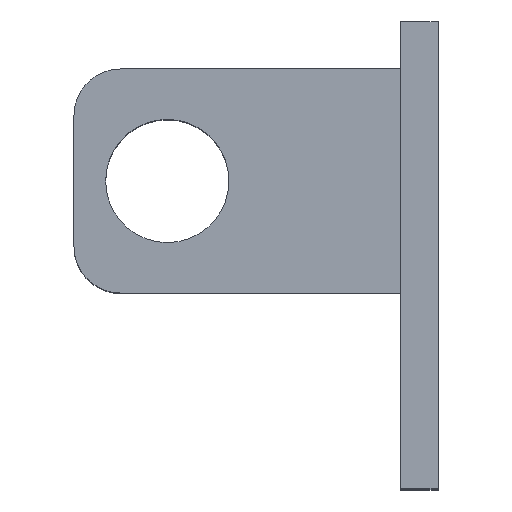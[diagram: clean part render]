
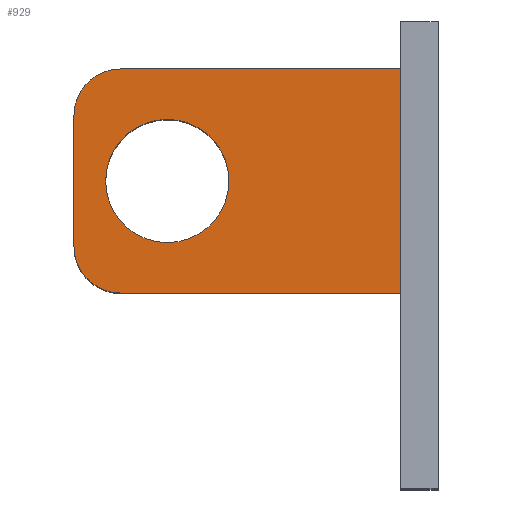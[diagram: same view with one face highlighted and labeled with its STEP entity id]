
A CAD part, top view. The second image highlights one B-rep face of the part: STEP entity #929.
In plain terms, the highlighted planar face has unit normal (0, 0, 1).
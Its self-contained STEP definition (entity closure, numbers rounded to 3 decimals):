
#126 = PLANE('',#127);
#127 = AXIS2_PLACEMENT_3D('',#128,#129,#130);
#128 = CARTESIAN_POINT('',(0.,55.,35.));
#129 = DIRECTION('',(-1.,0.,0.));
#130 = DIRECTION('',(0.,0.,-1.));
#370 = VERTEX_POINT('',#371);
#371 = CARTESIAN_POINT('',(0.,51.,55.));
#387 = PLANE('',#388);
#388 = AXIS2_PLACEMENT_3D('',#389,#390,#391);
#389 = CARTESIAN_POINT('',(0.,51.,55.));
#390 = DIRECTION('',(0.,-1.,0.));
#391 = DIRECTION('',(0.,0.,-1.));
#428 = VERTEX_POINT('',#429);
#429 = CARTESIAN_POINT('',(0.,75.,55.));
#443 = PLANE('',#444);
#444 = AXIS2_PLACEMENT_3D('',#445,#446,#447);
#445 = CARTESIAN_POINT('',(0.,75.,50.));
#446 = DIRECTION('',(0.,1.,0.));
#447 = DIRECTION('',(0.,0.,1.));
#455 = EDGE_CURVE('',#428,#370,#456,.T.);
#456 = SURFACE_CURVE('',#457,(#461,#468),.PCURVE_S1.);
#457 = LINE('',#458,#459);
#458 = CARTESIAN_POINT('',(0.,75.,55.));
#459 = VECTOR('',#460,1.);
#460 = DIRECTION('',(0.,-1.,0.));
#461 = PCURVE('',#126,#462);
#462 = DEFINITIONAL_REPRESENTATION('',(#463),#467);
#463 = LINE('',#464,#465);
#464 = CARTESIAN_POINT('',(-20.,-20.));
#465 = VECTOR('',#466,1.);
#466 = DIRECTION('',(0.,1.));
#467 = ( GEOMETRIC_REPRESENTATION_CONTEXT(2) 
PARAMETRIC_REPRESENTATION_CONTEXT() REPRESENTATION_CONTEXT('2D SPACE',''
  ) );
#468 = PCURVE('',#469,#474);
#469 = PLANE('',#470);
#470 = AXIS2_PLACEMENT_3D('',#471,#472,#473);
#471 = CARTESIAN_POINT('',(0.,75.,55.));
#472 = DIRECTION('',(0.,0.,1.));
#473 = DIRECTION('',(0.,-1.,0.));
#474 = DEFINITIONAL_REPRESENTATION('',(#475),#479);
#475 = LINE('',#476,#477);
#476 = CARTESIAN_POINT('',(0.,0.));
#477 = VECTOR('',#478,1.);
#478 = DIRECTION('',(1.,0.));
#479 = ( GEOMETRIC_REPRESENTATION_CONTEXT(2) 
PARAMETRIC_REPRESENTATION_CONTEXT() REPRESENTATION_CONTEXT('2D SPACE',''
  ) );
#857 = EDGE_CURVE('',#370,#858,#860,.T.);
#858 = VERTEX_POINT('',#859);
#859 = CARTESIAN_POINT('',(-30.,51.,55.));
#860 = SURFACE_CURVE('',#861,(#865,#872),.PCURVE_S1.);
#861 = LINE('',#862,#863);
#862 = CARTESIAN_POINT('',(0.,51.,55.));
#863 = VECTOR('',#864,1.);
#864 = DIRECTION('',(-1.,0.,0.));
#865 = PCURVE('',#387,#866);
#866 = DEFINITIONAL_REPRESENTATION('',(#867),#871);
#867 = LINE('',#868,#869);
#868 = CARTESIAN_POINT('',(-0.,-0.));
#869 = VECTOR('',#870,1.);
#870 = DIRECTION('',(0.,-1.));
#871 = ( GEOMETRIC_REPRESENTATION_CONTEXT(2) 
PARAMETRIC_REPRESENTATION_CONTEXT() REPRESENTATION_CONTEXT('2D SPACE',''
  ) );
#872 = PCURVE('',#469,#873);
#873 = DEFINITIONAL_REPRESENTATION('',(#874),#878);
#874 = LINE('',#875,#876);
#875 = CARTESIAN_POINT('',(24.,0.));
#876 = VECTOR('',#877,1.);
#877 = DIRECTION('',(0.,-1.));
#878 = ( GEOMETRIC_REPRESENTATION_CONTEXT(2) 
PARAMETRIC_REPRESENTATION_CONTEXT() REPRESENTATION_CONTEXT('2D SPACE',''
  ) );
#896 = CYLINDRICAL_SURFACE('',#897,5.);
#897 = AXIS2_PLACEMENT_3D('',#898,#899,#900);
#898 = CARTESIAN_POINT('',(-30.,56.,55.));
#899 = DIRECTION('',(0.,0.,-1.));
#900 = DIRECTION('',(-1.,0.,0.));
#929 = ADVANCED_FACE('',(#930,#1040),#469,.T.);
#930 = FACE_BOUND('',#931,.T.);
#931 = EDGE_LOOP('',(#932,#962,#984,#985,#986,#1009));
#932 = ORIENTED_EDGE('',*,*,#933,.T.);
#933 = EDGE_CURVE('',#934,#936,#938,.T.);
#934 = VERTEX_POINT('',#935);
#935 = CARTESIAN_POINT('',(-35.,70.,55.));
#936 = VERTEX_POINT('',#937);
#937 = CARTESIAN_POINT('',(-35.,56.,55.));
#938 = SURFACE_CURVE('',#939,(#943,#950),.PCURVE_S1.);
#939 = LINE('',#940,#941);
#940 = CARTESIAN_POINT('',(-35.,75.,55.));
#941 = VECTOR('',#942,1.);
#942 = DIRECTION('',(0.,-1.,0.));
#943 = PCURVE('',#469,#944);
#944 = DEFINITIONAL_REPRESENTATION('',(#945),#949);
#945 = LINE('',#946,#947);
#946 = CARTESIAN_POINT('',(0.,-35.));
#947 = VECTOR('',#948,1.);
#948 = DIRECTION('',(1.,0.));
#949 = ( GEOMETRIC_REPRESENTATION_CONTEXT(2) 
PARAMETRIC_REPRESENTATION_CONTEXT() REPRESENTATION_CONTEXT('2D SPACE',''
  ) );
#950 = PCURVE('',#951,#956);
#951 = PLANE('',#952);
#952 = AXIS2_PLACEMENT_3D('',#953,#954,#955);
#953 = CARTESIAN_POINT('',(-35.,63.,52.5));
#954 = DIRECTION('',(1.,0.,0.));
#955 = DIRECTION('',(0.,0.,1.));
#956 = DEFINITIONAL_REPRESENTATION('',(#957),#961);
#957 = LINE('',#958,#959);
#958 = CARTESIAN_POINT('',(2.5,-12.));
#959 = VECTOR('',#960,1.);
#960 = DIRECTION('',(0.,1.));
#961 = ( GEOMETRIC_REPRESENTATION_CONTEXT(2) 
PARAMETRIC_REPRESENTATION_CONTEXT() REPRESENTATION_CONTEXT('2D SPACE',''
  ) );
#962 = ORIENTED_EDGE('',*,*,#963,.T.);
#963 = EDGE_CURVE('',#936,#858,#964,.T.);
#964 = SURFACE_CURVE('',#965,(#970,#977),.PCURVE_S1.);
#965 = CIRCLE('',#966,5.);
#966 = AXIS2_PLACEMENT_3D('',#967,#968,#969);
#967 = CARTESIAN_POINT('',(-30.,56.,55.));
#968 = DIRECTION('',(0.,0.,1.));
#969 = DIRECTION('',(-1.,0.,0.));
#970 = PCURVE('',#469,#971);
#971 = DEFINITIONAL_REPRESENTATION('',(#972),#976);
#972 = CIRCLE('',#973,5.);
#973 = AXIS2_PLACEMENT_2D('',#974,#975);
#974 = CARTESIAN_POINT('',(19.,-30.));
#975 = DIRECTION('',(0.,-1.));
#976 = ( GEOMETRIC_REPRESENTATION_CONTEXT(2) 
PARAMETRIC_REPRESENTATION_CONTEXT() REPRESENTATION_CONTEXT('2D SPACE',''
  ) );
#977 = PCURVE('',#896,#978);
#978 = DEFINITIONAL_REPRESENTATION('',(#979),#983);
#979 = LINE('',#980,#981);
#980 = CARTESIAN_POINT('',(0.,0.));
#981 = VECTOR('',#982,1.);
#982 = DIRECTION('',(-1.,0.));
#983 = ( GEOMETRIC_REPRESENTATION_CONTEXT(2) 
PARAMETRIC_REPRESENTATION_CONTEXT() REPRESENTATION_CONTEXT('2D SPACE',''
  ) );
#984 = ORIENTED_EDGE('',*,*,#857,.F.);
#985 = ORIENTED_EDGE('',*,*,#455,.F.);
#986 = ORIENTED_EDGE('',*,*,#987,.T.);
#987 = EDGE_CURVE('',#428,#988,#990,.T.);
#988 = VERTEX_POINT('',#989);
#989 = CARTESIAN_POINT('',(-30.,75.,55.));
#990 = SURFACE_CURVE('',#991,(#995,#1002),.PCURVE_S1.);
#991 = LINE('',#992,#993);
#992 = CARTESIAN_POINT('',(0.,75.,55.));
#993 = VECTOR('',#994,1.);
#994 = DIRECTION('',(-1.,0.,0.));
#995 = PCURVE('',#469,#996);
#996 = DEFINITIONAL_REPRESENTATION('',(#997),#1001);
#997 = LINE('',#998,#999);
#998 = CARTESIAN_POINT('',(0.,0.));
#999 = VECTOR('',#1000,1.);
#1000 = DIRECTION('',(0.,-1.));
#1001 = ( GEOMETRIC_REPRESENTATION_CONTEXT(2) 
PARAMETRIC_REPRESENTATION_CONTEXT() REPRESENTATION_CONTEXT('2D SPACE',''
  ) );
#1002 = PCURVE('',#443,#1003);
#1003 = DEFINITIONAL_REPRESENTATION('',(#1004),#1008);
#1004 = LINE('',#1005,#1006);
#1005 = CARTESIAN_POINT('',(5.,0.));
#1006 = VECTOR('',#1007,1.);
#1007 = DIRECTION('',(0.,-1.));
#1008 = ( GEOMETRIC_REPRESENTATION_CONTEXT(2) 
PARAMETRIC_REPRESENTATION_CONTEXT() REPRESENTATION_CONTEXT('2D SPACE',''
  ) );
#1009 = ORIENTED_EDGE('',*,*,#1010,.F.);
#1010 = EDGE_CURVE('',#934,#988,#1011,.T.);
#1011 = SURFACE_CURVE('',#1012,(#1017,#1028),.PCURVE_S1.);
#1012 = CIRCLE('',#1013,5.);
#1013 = AXIS2_PLACEMENT_3D('',#1014,#1015,#1016);
#1014 = CARTESIAN_POINT('',(-30.,70.,55.));
#1015 = DIRECTION('',(0.,0.,-1.));
#1016 = DIRECTION('',(1.,0.,0.));
#1017 = PCURVE('',#469,#1018);
#1018 = DEFINITIONAL_REPRESENTATION('',(#1019),#1027);
#1019 = ( BOUNDED_CURVE() B_SPLINE_CURVE(2,(#1020,#1021,#1022,#1023,
#1024,#1025,#1026),.UNSPECIFIED.,.T.,.F.) B_SPLINE_CURVE_WITH_KNOTS((1,2
    ,2,2,2,1),(-2.094,0.,2.094,4.189,
6.283,8.378),.UNSPECIFIED.) CURVE() 
GEOMETRIC_REPRESENTATION_ITEM() RATIONAL_B_SPLINE_CURVE((1.,0.5,1.,0.5,
1.,0.5,1.)) REPRESENTATION_ITEM('') );
#1020 = CARTESIAN_POINT('',(5.,-25.));
#1021 = CARTESIAN_POINT('',(13.66,-25.));
#1022 = CARTESIAN_POINT('',(9.33,-32.5));
#1023 = CARTESIAN_POINT('',(5.,-40.));
#1024 = CARTESIAN_POINT('',(0.67,-32.5));
#1025 = CARTESIAN_POINT('',(-3.66,-25.));
#1026 = CARTESIAN_POINT('',(5.,-25.));
#1027 = ( GEOMETRIC_REPRESENTATION_CONTEXT(2) 
PARAMETRIC_REPRESENTATION_CONTEXT() REPRESENTATION_CONTEXT('2D SPACE',''
  ) );
#1028 = PCURVE('',#1029,#1034);
#1029 = CYLINDRICAL_SURFACE('',#1030,5.);
#1030 = AXIS2_PLACEMENT_3D('',#1031,#1032,#1033);
#1031 = CARTESIAN_POINT('',(-30.,70.,50.));
#1032 = DIRECTION('',(0.,0.,1.));
#1033 = DIRECTION('',(-1.,0.,0.));
#1034 = DEFINITIONAL_REPRESENTATION('',(#1035),#1039);
#1035 = LINE('',#1036,#1037);
#1036 = CARTESIAN_POINT('',(3.142,5.));
#1037 = VECTOR('',#1038,1.);
#1038 = DIRECTION('',(-1.,0.));
#1039 = ( GEOMETRIC_REPRESENTATION_CONTEXT(2) 
PARAMETRIC_REPRESENTATION_CONTEXT() REPRESENTATION_CONTEXT('2D SPACE',''
  ) );
#1040 = FACE_BOUND('',#1041,.T.);
#1041 = EDGE_LOOP('',(#1042));
#1042 = ORIENTED_EDGE('',*,*,#1043,.F.);
#1043 = EDGE_CURVE('',#1044,#1044,#1046,.T.);
#1044 = VERTEX_POINT('',#1045);
#1045 = CARTESIAN_POINT('',(-25.,69.6,55.));
#1046 = SURFACE_CURVE('',#1047,(#1052,#1059),.PCURVE_S1.);
#1047 = CIRCLE('',#1048,6.6);
#1048 = AXIS2_PLACEMENT_3D('',#1049,#1050,#1051);
#1049 = CARTESIAN_POINT('',(-25.,63.,55.));
#1050 = DIRECTION('',(0.,0.,1.));
#1051 = DIRECTION('',(0.,1.,0.));
#1052 = PCURVE('',#469,#1053);
#1053 = DEFINITIONAL_REPRESENTATION('',(#1054),#1058);
#1054 = CIRCLE('',#1055,6.6);
#1055 = AXIS2_PLACEMENT_2D('',#1056,#1057);
#1056 = CARTESIAN_POINT('',(12.,-25.));
#1057 = DIRECTION('',(-1.,0.));
#1058 = ( GEOMETRIC_REPRESENTATION_CONTEXT(2) 
PARAMETRIC_REPRESENTATION_CONTEXT() REPRESENTATION_CONTEXT('2D SPACE',''
  ) );
#1059 = PCURVE('',#1060,#1065);
#1060 = CYLINDRICAL_SURFACE('',#1061,6.6);
#1061 = AXIS2_PLACEMENT_3D('',#1062,#1063,#1064);
#1062 = CARTESIAN_POINT('',(-25.,63.,55.));
#1063 = DIRECTION('',(0.,0.,-1.));
#1064 = DIRECTION('',(0.,1.,0.));
#1065 = DEFINITIONAL_REPRESENTATION('',(#1066),#1070);
#1066 = LINE('',#1067,#1068);
#1067 = CARTESIAN_POINT('',(-0.,0.));
#1068 = VECTOR('',#1069,1.);
#1069 = DIRECTION('',(-1.,0.));
#1070 = ( GEOMETRIC_REPRESENTATION_CONTEXT(2) 
PARAMETRIC_REPRESENTATION_CONTEXT() REPRESENTATION_CONTEXT('2D SPACE',''
  ) );
